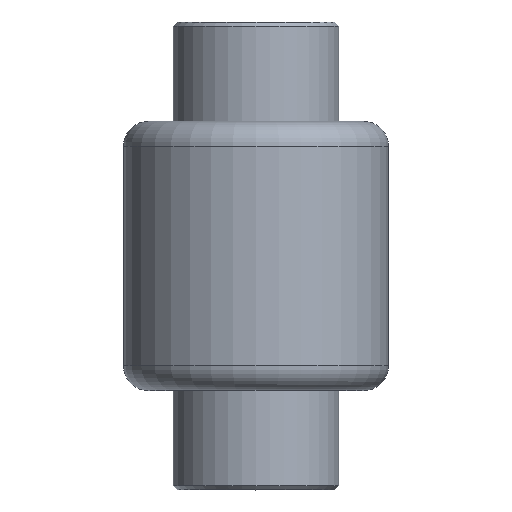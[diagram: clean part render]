
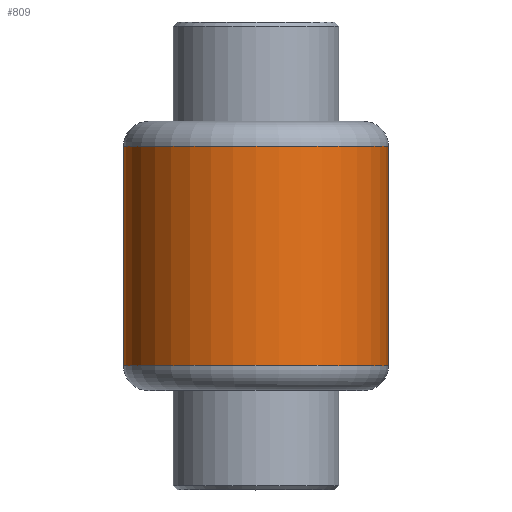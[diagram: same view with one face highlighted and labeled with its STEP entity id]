
A CAD part, top view. The second image highlights one B-rep face of the part: STEP entity #809.
In plain terms, the highlighted cylindrical face has radius 16 mm (diameter 32 mm), a partial arc.
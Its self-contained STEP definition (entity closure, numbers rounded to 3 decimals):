
#27 = CYLINDRICAL_SURFACE ( 'NONE', #192, 16. ) ;
#96 = AXIS2_PLACEMENT_3D ( 'NONE', #790, #802, #805 ) ;
#151 = VERTEX_POINT ( 'NONE', #689 ) ;
#156 = VECTOR ( 'NONE', #888, 1000. ) ;
#161 = ORIENTED_EDGE ( 'NONE', *, *, #211, .F. ) ;
#175 = ORIENTED_EDGE ( 'NONE', *, *, #183, .F. ) ;
#183 = EDGE_CURVE ( 'NONE', #151, #623, #230, .T. ) ;
#192 = AXIS2_PLACEMENT_3D ( 'NONE', #639, #367, #373 ) ;
#206 = FACE_OUTER_BOUND ( 'NONE', #835, .T. ) ;
#211 = EDGE_CURVE ( 'NONE', #623, #583, #668, .T. ) ;
#230 = LINE ( 'NONE', #743, #441 ) ;
#232 = ORIENTED_EDGE ( 'NONE', *, *, #261, .T. ) ;
#239 = CARTESIAN_POINT ( 'NONE',  ( -16., 29.5, 0. ) ) ;
#261 = EDGE_CURVE ( 'NONE', #400, #583, #351, .T. ) ;
#347 = AXIS2_PLACEMENT_3D ( 'NONE', #421, #415, #417 ) ;
#351 = LINE ( 'NONE', #866, #156 ) ;
#367 = DIRECTION ( 'NONE',  ( 0., 1., 0. ) ) ;
#373 = DIRECTION ( 'NONE',  ( -1., 0., 0. ) ) ;
#400 = VERTEX_POINT ( 'NONE', #741 ) ;
#415 = DIRECTION ( 'NONE',  ( 0., 1., 0. ) ) ;
#417 = DIRECTION ( 'NONE',  ( -1., 0., 0. ) ) ;
#421 = CARTESIAN_POINT ( 'NONE',  ( 0., 3., 0. ) ) ;
#441 = VECTOR ( 'NONE', #728, 1000. ) ;
#515 = CARTESIAN_POINT ( 'NONE',  ( 16., 29.5, 0. ) ) ;
#583 = VERTEX_POINT ( 'NONE', #515 ) ;
#623 = VERTEX_POINT ( 'NONE', #239 ) ;
#639 = CARTESIAN_POINT ( 'NONE',  ( 0., 44.5, 0. ) ) ;
#668 = CIRCLE ( 'NONE', #96, 16. ) ;
#689 = CARTESIAN_POINT ( 'NONE',  ( -16., 3., 0. ) ) ;
#728 = DIRECTION ( 'NONE',  ( 0., 1., 0. ) ) ;
#741 = CARTESIAN_POINT ( 'NONE',  ( 16., 3., 0. ) ) ;
#743 = CARTESIAN_POINT ( 'NONE',  ( -16., 44.5, 0. ) ) ;
#790 = CARTESIAN_POINT ( 'NONE',  ( 0., 29.5, 0. ) ) ;
#802 = DIRECTION ( 'NONE',  ( 0., 1., 0. ) ) ;
#805 = DIRECTION ( 'NONE',  ( -1., 0., 0. ) ) ;
#806 = CIRCLE ( 'NONE', #347, 16. ) ;
#809 = ADVANCED_FACE ( 'NONE', ( #206 ), #27, .T. ) ;
#835 = EDGE_LOOP ( 'NONE', ( #871, #232, #161, #175 ) ) ;
#866 = CARTESIAN_POINT ( 'NONE',  ( 16., 44.5, 0. ) ) ;
#871 = ORIENTED_EDGE ( 'NONE', *, *, #933, .T. ) ;
#888 = DIRECTION ( 'NONE',  ( 0., 1., 0. ) ) ;
#933 = EDGE_CURVE ( 'NONE', #151, #400, #806, .T. ) ;
